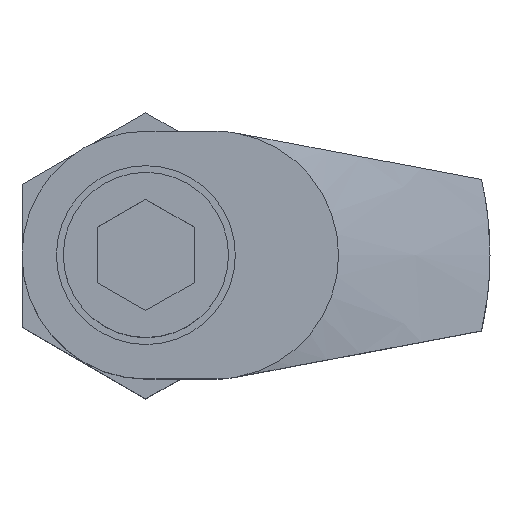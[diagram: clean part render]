
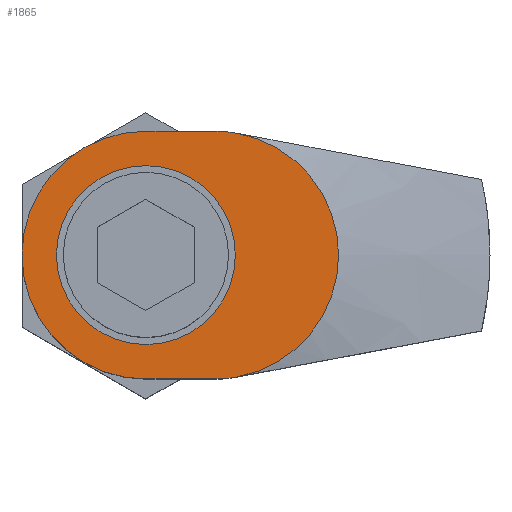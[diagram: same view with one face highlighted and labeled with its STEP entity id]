
A CAD part, top view. The second image highlights one B-rep face of the part: STEP entity #1865.
In plain terms, the highlighted planar face has unit normal (0, 0, 1).
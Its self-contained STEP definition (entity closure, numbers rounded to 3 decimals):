
#35 = EDGE_CURVE ( 'NONE', #140, #1232, #1881, .T. ) ;
#54 = DIRECTION ( 'NONE',  ( 1., 0., 0. ) ) ;
#93 = CARTESIAN_POINT ( 'NONE',  ( 0., -18., 60. ) ) ;
#118 = DIRECTION ( 'NONE',  ( 1., 0., 0. ) ) ;
#140 = VERTEX_POINT ( 'NONE', #1605 ) ;
#161 = CARTESIAN_POINT ( 'NONE',  ( -18., 0., 60. ) ) ;
#183 = VERTEX_POINT ( 'NONE', #620 ) ;
#235 = LINE ( 'NONE', #1336, #470 ) ;
#237 = VERTEX_POINT ( 'NONE', #785 ) ;
#257 = EDGE_CURVE ( 'NONE', #790, #978, #1544, .T. ) ;
#260 = VECTOR ( 'NONE', #1252, 1000. ) ;
#282 = VERTEX_POINT ( 'NONE', #831 ) ;
#285 = ORIENTED_EDGE ( 'NONE', *, *, #325, .T. ) ;
#295 = AXIS2_PLACEMENT_3D ( 'NONE', #333, #852, #54 ) ;
#298 = AXIS2_PLACEMENT_3D ( 'NONE', #1979, #1053, #1557 ) ;
#325 = EDGE_CURVE ( 'NONE', #183, #237, #1612, .T. ) ;
#333 = CARTESIAN_POINT ( 'NONE',  ( 0., 0., 60. ) ) ;
#356 = DIRECTION ( 'NONE',  ( 1., 0., 0. ) ) ;
#376 = AXIS2_PLACEMENT_3D ( 'NONE', #1294, #2051, #1904 ) ;
#396 = ORIENTED_EDGE ( 'NONE', *, *, #257, .F. ) ;
#422 = ORIENTED_EDGE ( 'NONE', *, *, #35, .T. ) ;
#428 = DIRECTION ( 'NONE',  ( 0., 0., 1. ) ) ;
#470 = VECTOR ( 'NONE', #1949, 1000. ) ;
#520 = DIRECTION ( 'NONE',  ( 0., 0., 1. ) ) ;
#534 = EDGE_CURVE ( 'NONE', #237, #140, #235, .T. ) ;
#555 = ORIENTED_EDGE ( 'NONE', *, *, #534, .T. ) ;
#597 = CARTESIAN_POINT ( 'NONE',  ( 0., 0., 60. ) ) ;
#620 = CARTESIAN_POINT ( 'NONE',  ( 13.338, 17.688, 60. ) ) ;
#639 = EDGE_CURVE ( 'NONE', #1701, #1299, #732, .T. ) ;
#652 = EDGE_CURVE ( 'NONE', #1232, #1701, #1953, .T. ) ;
#681 = CARTESIAN_POINT ( 'NONE',  ( 10., 0., 60. ) ) ;
#721 = FACE_OUTER_BOUND ( 'NONE', #1998, .T. ) ;
#732 = LINE ( 'NONE', #93, #260 ) ;
#776 = CARTESIAN_POINT ( 'NONE',  ( -13., 0., 60. ) ) ;
#778 = AXIS2_PLACEMENT_3D ( 'NONE', #1668, #1033, #1316 ) ;
#785 = CARTESIAN_POINT ( 'NONE',  ( 10., 18., 60. ) ) ;
#790 = VERTEX_POINT ( 'NONE', #2045 ) ;
#831 = CARTESIAN_POINT ( 'NONE',  ( 13.338, -17.688, 60. ) ) ;
#852 = DIRECTION ( 'NONE',  ( 0., 0., 1. ) ) ;
#907 = CIRCLE ( 'NONE', #1174, 18. ) ;
#913 = FACE_BOUND ( 'NONE', #1749, .T. ) ;
#915 = AXIS2_PLACEMENT_3D ( 'NONE', #957, #1132, #1736 ) ;
#927 = ORIENTED_EDGE ( 'NONE', *, *, #2003, .T. ) ;
#957 = CARTESIAN_POINT ( 'NONE',  ( 10., 0., 60. ) ) ;
#978 = VERTEX_POINT ( 'NONE', #776 ) ;
#994 = CARTESIAN_POINT ( 'NONE',  ( 0., -18., 60. ) ) ;
#1033 = DIRECTION ( 'NONE',  ( 0., 0., 1. ) ) ;
#1053 = DIRECTION ( 'NONE',  ( 0., 0., 1. ) ) ;
#1055 = ORIENTED_EDGE ( 'NONE', *, *, #639, .T. ) ;
#1073 = AXIS2_PLACEMENT_3D ( 'NONE', #597, #428, #1095 ) ;
#1095 = DIRECTION ( 'NONE',  ( 1., 0., 0. ) ) ;
#1128 = ORIENTED_EDGE ( 'NONE', *, *, #652, .T. ) ;
#1132 = DIRECTION ( 'NONE',  ( 0., 0., 1. ) ) ;
#1147 = EDGE_CURVE ( 'NONE', #282, #183, #907, .T. ) ;
#1174 = AXIS2_PLACEMENT_3D ( 'NONE', #1726, #2016, #118 ) ;
#1232 = VERTEX_POINT ( 'NONE', #161 ) ;
#1252 = DIRECTION ( 'NONE',  ( 1., 0., 0. ) ) ;
#1267 = CARTESIAN_POINT ( 'NONE',  ( 10., -18., 60. ) ) ;
#1294 = CARTESIAN_POINT ( 'NONE',  ( 0., 0., 60. ) ) ;
#1299 = VERTEX_POINT ( 'NONE', #1267 ) ;
#1316 = DIRECTION ( 'NONE',  ( 1., 0., 0. ) ) ;
#1322 = ORIENTED_EDGE ( 'NONE', *, *, #1519, .F. ) ;
#1336 = CARTESIAN_POINT ( 'NONE',  ( 10., 18., 60. ) ) ;
#1368 = PLANE ( 'NONE',  #298 ) ;
#1519 = EDGE_CURVE ( 'NONE', #978, #790, #1744, .T. ) ;
#1544 = CIRCLE ( 'NONE', #295, 13. ) ;
#1557 = DIRECTION ( 'NONE',  ( 1., 0., 0. ) ) ;
#1605 = CARTESIAN_POINT ( 'NONE',  ( 0., 18., 60. ) ) ;
#1612 = CIRCLE ( 'NONE', #1990, 18. ) ;
#1668 = CARTESIAN_POINT ( 'NONE',  ( 0., 0., 60. ) ) ;
#1696 = ORIENTED_EDGE ( 'NONE', *, *, #1147, .T. ) ;
#1701 = VERTEX_POINT ( 'NONE', #994 ) ;
#1726 = CARTESIAN_POINT ( 'NONE',  ( 10., 0., 60. ) ) ;
#1736 = DIRECTION ( 'NONE',  ( 1., 0., 0. ) ) ;
#1744 = CIRCLE ( 'NONE', #778, 13. ) ;
#1748 = CIRCLE ( 'NONE', #915, 18. ) ;
#1749 = EDGE_LOOP ( 'NONE', ( #396, #1322 ) ) ;
#1865 = ADVANCED_FACE ( 'NONE', ( #721, #913 ), #1368, .T. ) ;
#1881 = CIRCLE ( 'NONE', #376, 18. ) ;
#1904 = DIRECTION ( 'NONE',  ( 1., 0., 0. ) ) ;
#1949 = DIRECTION ( 'NONE',  ( -1., 0., 0. ) ) ;
#1953 = CIRCLE ( 'NONE', #1073, 18. ) ;
#1979 = CARTESIAN_POINT ( 'NONE',  ( 0., 0., 60. ) ) ;
#1990 = AXIS2_PLACEMENT_3D ( 'NONE', #681, #520, #356 ) ;
#1998 = EDGE_LOOP ( 'NONE', ( #1696, #285, #555, #422, #1128, #1055, #927 ) ) ;
#2003 = EDGE_CURVE ( 'NONE', #1299, #282, #1748, .T. ) ;
#2016 = DIRECTION ( 'NONE',  ( 0., 0., 1. ) ) ;
#2045 = CARTESIAN_POINT ( 'NONE',  ( 13., 0., 60. ) ) ;
#2051 = DIRECTION ( 'NONE',  ( 0., 0., 1. ) ) ;
